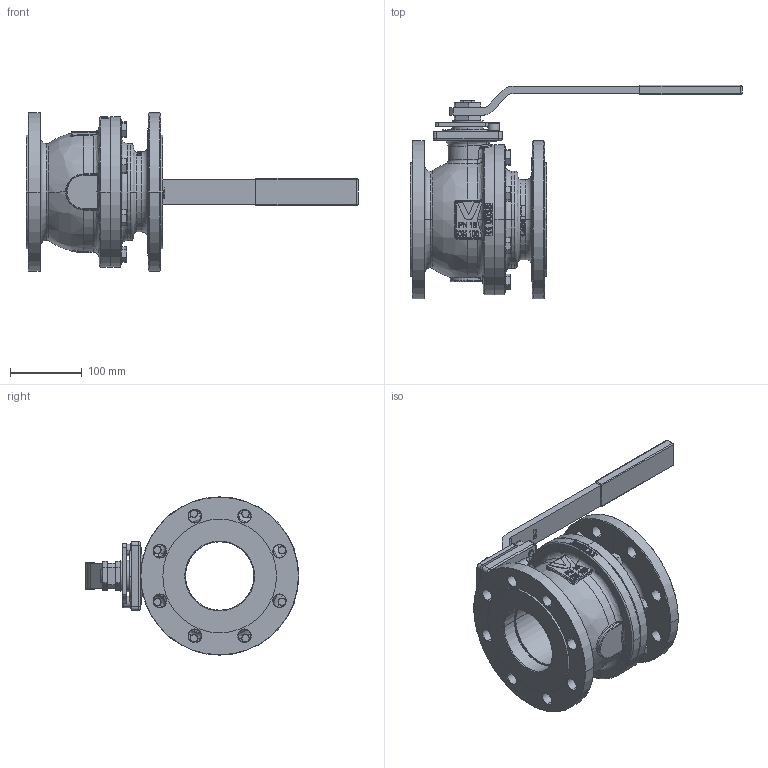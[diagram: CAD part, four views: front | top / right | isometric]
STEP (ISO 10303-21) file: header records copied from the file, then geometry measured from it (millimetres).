
FILE_DESCRIPTION (( 'STEP AP203' ), '1' );
FILE_NAME ('76000018.STEP', '2010-09-29T08:31:06', ( '.' ), ( '.' ), 'SwSTEP 2.0', 'SolidWorks 2008', '' );
FILE_SCHEMA (( 'CONFIG_CONTROL_DESIGN' ));
Products named in the file (1): 76000018
Bounding box: 461.5 x 296.9 x 220 mm (x, y, z)
Volume: 3488999.8 mm3; surface area: 529857 mm2
Topology: 1 solids, 1 shells, 1267 faces, 3204 edges, 2023 vertices
Faces by surface type: plane 415, bspline 296, cone 277, cylinder 267, torus 12
Entity records: 78942 total; most frequent: CARTESIAN_POINT 50620, ORIENTED_EDGE 6376, DIRECTION 5123, EDGE_CURVE 3188, VERTEX_POINT 2023, AXIS2_PLACEMENT_3D 1951, EDGE_LOOP 1427, FACE_OUTER_BOUND 1267
